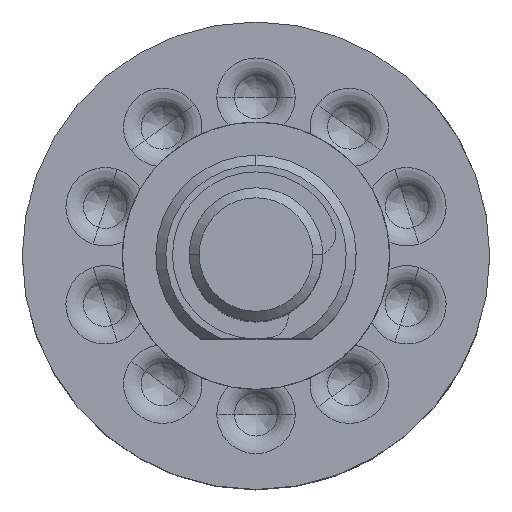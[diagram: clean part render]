
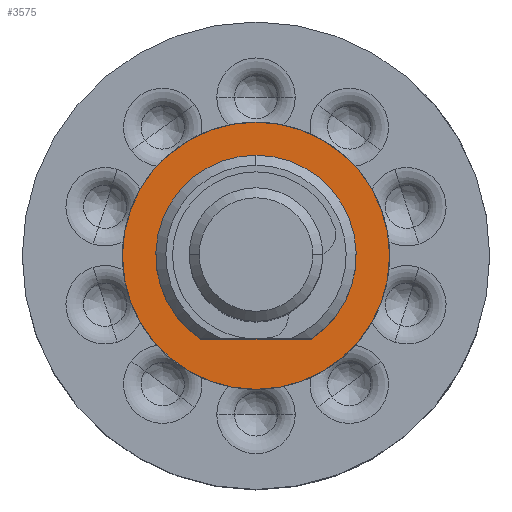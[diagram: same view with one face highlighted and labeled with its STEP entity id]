
A CAD part, top view. The second image highlights one B-rep face of the part: STEP entity #3575.
In plain terms, the highlighted planar face has unit normal (0, 0, 1).
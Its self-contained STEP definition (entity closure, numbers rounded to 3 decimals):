
#70 = DIRECTION ( 'NONE',  ( 0., -1., 0. ) ) ;
#1268 = EDGE_LOOP ( 'NONE', ( #4977, #10760, #12083 ) ) ;
#1667 = VERTEX_POINT ( 'NONE', #3494 ) ;
#1737 = CARTESIAN_POINT ( 'NONE',  ( 0., -4., 0. ) ) ;
#1801 = CIRCLE ( 'NONE', #2211, 4. ) ;
#2000 = CIRCLE ( 'NONE', #4953, 3. ) ;
#2211 = AXIS2_PLACEMENT_3D ( 'NONE', #8131, #11757, #6865 ) ;
#2730 = DIRECTION ( 'NONE',  ( 0., 0., 1. ) ) ;
#2778 = DIRECTION ( 'NONE',  ( 0., -1., 0. ) ) ;
#3159 = VERTEX_POINT ( 'NONE', #1737 ) ;
#3494 = CARTESIAN_POINT ( 'NONE',  ( 0., 3., 0. ) ) ;
#3575 = ADVANCED_FACE ( 'NONE', ( #12179, #14859 ), #11352, .T. ) ;
#3960 = AXIS2_PLACEMENT_3D ( 'NONE', #10860, #13545, #70 ) ;
#4029 = CIRCLE ( 'NONE', #6968, 3. ) ;
#4953 = AXIS2_PLACEMENT_3D ( 'NONE', #6709, #14038, #5584 ) ;
#4977 = ORIENTED_EDGE ( 'NONE', *, *, #8957, .F. ) ;
#5584 = DIRECTION ( 'NONE',  ( 0., -1., 0. ) ) ;
#6499 = VERTEX_POINT ( 'NONE', #6599 ) ;
#6585 = CIRCLE ( 'NONE', #3960, 4. ) ;
#6599 = CARTESIAN_POINT ( 'NONE',  ( -1.658, -2.5, 0. ) ) ;
#6709 = CARTESIAN_POINT ( 'NONE',  ( 0., 0., 0. ) ) ;
#6865 = DIRECTION ( 'NONE',  ( 0., -1., 0. ) ) ;
#6968 = AXIS2_PLACEMENT_3D ( 'NONE', #10784, #14263, #11837 ) ;
#7177 = VERTEX_POINT ( 'NONE', #12230 ) ;
#7228 = VERTEX_POINT ( 'NONE', #13370 ) ;
#7270 = VECTOR ( 'NONE', #15426, 1000. ) ;
#7549 = EDGE_LOOP ( 'NONE', ( #14101, #11687 ) ) ;
#8130 = EDGE_CURVE ( 'NONE', #1667, #6499, #2000, .T. ) ;
#8131 = CARTESIAN_POINT ( 'NONE',  ( 0., 0., 0. ) ) ;
#8626 = AXIS2_PLACEMENT_3D ( 'NONE', #12585, #2730, #2778 ) ;
#8957 = EDGE_CURVE ( 'NONE', #7177, #1667, #4029, .T. ) ;
#10760 = ORIENTED_EDGE ( 'NONE', *, *, #13811, .T. ) ;
#10784 = CARTESIAN_POINT ( 'NONE',  ( 0., 0., 0. ) ) ;
#10860 = CARTESIAN_POINT ( 'NONE',  ( 0., 0., 0. ) ) ;
#11352 = PLANE ( 'NONE',  #8626 ) ;
#11615 = CARTESIAN_POINT ( 'NONE',  ( 0., -2.5, 0. ) ) ;
#11687 = ORIENTED_EDGE ( 'NONE', *, *, #13124, .T. ) ;
#11757 = DIRECTION ( 'NONE',  ( 0., 0., 1. ) ) ;
#11837 = DIRECTION ( 'NONE',  ( 0., -1., 0. ) ) ;
#12083 = ORIENTED_EDGE ( 'NONE', *, *, #8130, .F. ) ;
#12179 = FACE_BOUND ( 'NONE', #1268, .T. ) ;
#12230 = CARTESIAN_POINT ( 'NONE',  ( 1.658, -2.5, 0. ) ) ;
#12514 = EDGE_CURVE ( 'NONE', #7228, #3159, #6585, .T. ) ;
#12585 = CARTESIAN_POINT ( 'NONE',  ( 0., 0., 0. ) ) ;
#13124 = EDGE_CURVE ( 'NONE', #3159, #7228, #1801, .T. ) ;
#13370 = CARTESIAN_POINT ( 'NONE',  ( 0., 4., 0. ) ) ;
#13545 = DIRECTION ( 'NONE',  ( 0., 0., 1. ) ) ;
#13811 = EDGE_CURVE ( 'NONE', #7177, #6499, #15253, .T. ) ;
#14038 = DIRECTION ( 'NONE',  ( 0., 0., 1. ) ) ;
#14101 = ORIENTED_EDGE ( 'NONE', *, *, #12514, .T. ) ;
#14263 = DIRECTION ( 'NONE',  ( 0., 0., 1. ) ) ;
#14859 = FACE_OUTER_BOUND ( 'NONE', #7549, .T. ) ;
#15253 = LINE ( 'NONE', #11615, #7270 ) ;
#15426 = DIRECTION ( 'NONE',  ( -1., 0., 0. ) ) ;
